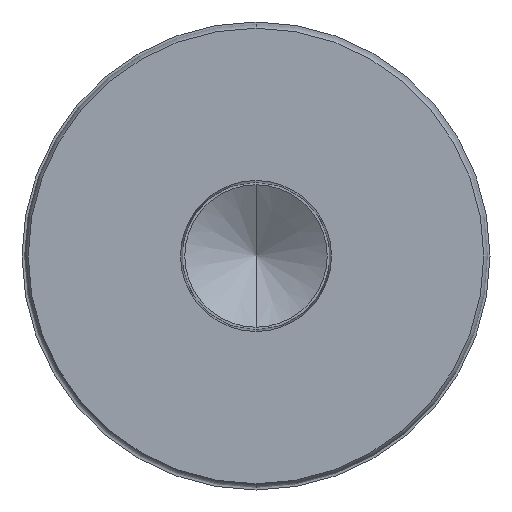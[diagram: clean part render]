
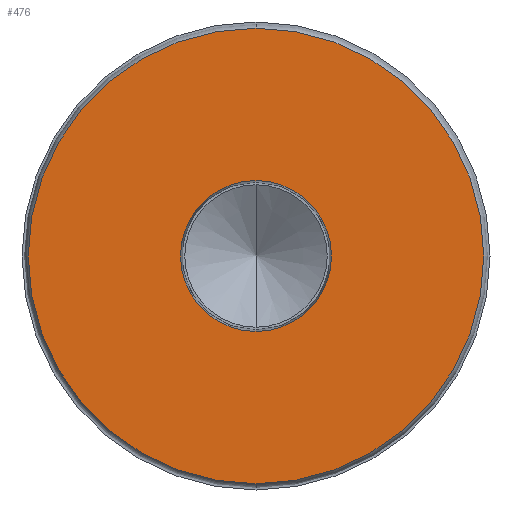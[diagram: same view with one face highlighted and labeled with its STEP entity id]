
A CAD part, front view. The second image highlights one B-rep face of the part: STEP entity #476.
In plain terms, the highlighted planar face has unit normal (0, -1, 0).
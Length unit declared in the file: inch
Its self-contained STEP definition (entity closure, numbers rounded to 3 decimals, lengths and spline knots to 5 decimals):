
#5 = VERTEX_POINT ( 'NONE', #428 ) ;
#53 = DIRECTION ( 'NONE',  ( 0., 0., -1. ) ) ;
#54 = DIRECTION ( 'NONE',  ( 0., -1., 0. ) ) ;
#60 = FACE_OUTER_BOUND ( 'NONE', #318, .T. ) ;
#64 = CARTESIAN_POINT ( 'NONE',  ( 0., 0., 0. ) ) ;
#74 = CARTESIAN_POINT ( 'NONE',  ( 0., 0., 0. ) ) ;
#76 = VERTEX_POINT ( 'NONE', #421 ) ;
#109 = CIRCLE ( 'NONE', #177, 0.91117 ) ;
#152 = VERTEX_POINT ( 'NONE', #491 ) ;
#162 = DIRECTION ( 'NONE',  ( 0., 0., -1. ) ) ;
#164 = DIRECTION ( 'NONE',  ( 0., 0., -1. ) ) ;
#170 = ORIENTED_EDGE ( 'NONE', *, *, #543, .T. ) ;
#177 = AXIS2_PLACEMENT_3D ( 'NONE', #423, #565, #598 ) ;
#192 = CIRCLE ( 'NONE', #567, 2.75 ) ;
#236 = CIRCLE ( 'NONE', #496, 0.91117 ) ;
#294 = EDGE_CURVE ( 'NONE', #574, #5, #461, .T. ) ;
#318 = EDGE_LOOP ( 'NONE', ( #361, #170 ) ) ;
#319 = EDGE_CURVE ( 'NONE', #152, #76, #109, .T. ) ;
#355 = EDGE_LOOP ( 'NONE', ( #406, #570 ) ) ;
#361 = ORIENTED_EDGE ( 'NONE', *, *, #294, .T. ) ;
#374 = CARTESIAN_POINT ( 'NONE',  ( 0., 0., -2.75 ) ) ;
#382 = DIRECTION ( 'NONE',  ( 0., -1., 0. ) ) ;
#401 = AXIS2_PLACEMENT_3D ( 'NONE', #550, #382, #495 ) ;
#406 = ORIENTED_EDGE ( 'NONE', *, *, #600, .F. ) ;
#421 = CARTESIAN_POINT ( 'NONE',  ( 0., 0., -0.91117 ) ) ;
#423 = CARTESIAN_POINT ( 'NONE',  ( 0., 0., 0. ) ) ;
#428 = CARTESIAN_POINT ( 'NONE',  ( 0., 0., 2.75 ) ) ;
#455 = DIRECTION ( 'NONE',  ( 0., -1., 0. ) ) ;
#461 = CIRCLE ( 'NONE', #546, 2.75 ) ;
#476 = ADVANCED_FACE ( 'NONE', ( #566, #60 ), #530, .T. ) ;
#491 = CARTESIAN_POINT ( 'NONE',  ( 0., 0., 0.91117 ) ) ;
#495 = DIRECTION ( 'NONE',  ( 0., 0., -1. ) ) ;
#496 = AXIS2_PLACEMENT_3D ( 'NONE', #594, #501, #162 ) ;
#501 = DIRECTION ( 'NONE',  ( 0., -1., 0. ) ) ;
#530 = PLANE ( 'NONE',  #401 ) ;
#543 = EDGE_CURVE ( 'NONE', #5, #574, #192, .T. ) ;
#546 = AXIS2_PLACEMENT_3D ( 'NONE', #74, #54, #53 ) ;
#550 = CARTESIAN_POINT ( 'NONE',  ( 0., 0., 0. ) ) ;
#565 = DIRECTION ( 'NONE',  ( 0., -1., 0. ) ) ;
#566 = FACE_BOUND ( 'NONE', #355, .T. ) ;
#567 = AXIS2_PLACEMENT_3D ( 'NONE', #64, #455, #164 ) ;
#570 = ORIENTED_EDGE ( 'NONE', *, *, #319, .F. ) ;
#574 = VERTEX_POINT ( 'NONE', #374 ) ;
#594 = CARTESIAN_POINT ( 'NONE',  ( 0., 0., 0. ) ) ;
#598 = DIRECTION ( 'NONE',  ( 0., 0., -1. ) ) ;
#600 = EDGE_CURVE ( 'NONE', #76, #152, #236, .T. ) ;
